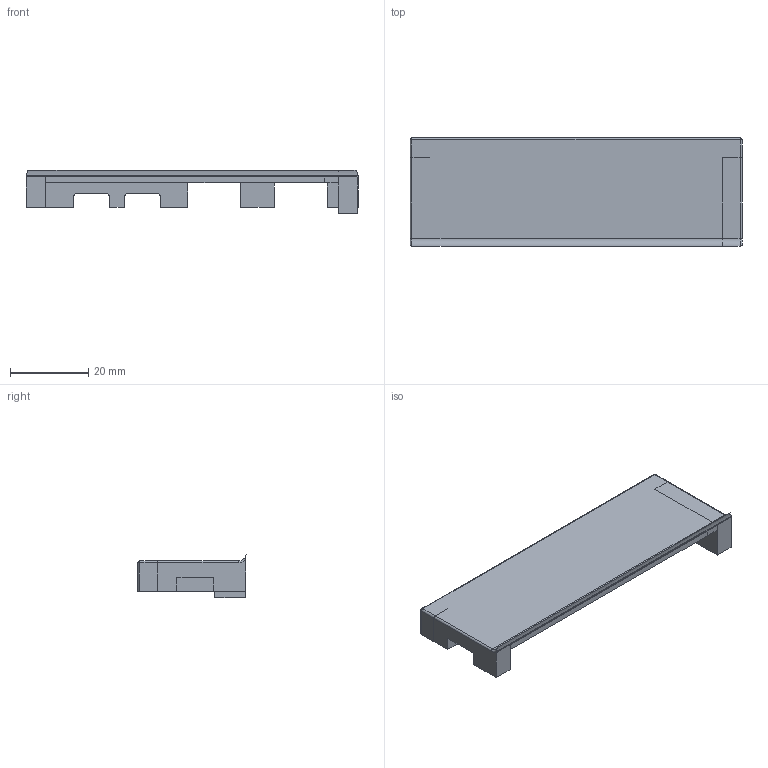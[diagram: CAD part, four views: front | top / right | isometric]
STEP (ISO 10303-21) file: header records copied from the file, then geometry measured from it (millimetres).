
FILE_DESCRIPTION(/* description */ (''),/* implementation_level */ '2;1');
FILE_NAME(/* name */ 'case_top.step',/* time_stamp */ '2025-07-25T14:27:19-05:00',/* author */ (''),/* organization */ (''),/* preprocessor_version */ 'ST-DEVELOPER v20.1',/* originating_system */ 'Autodesk Translation Framework v14.10.0.0',/* authorisation */ '');
FILE_SCHEMA (('AUTOMOTIVE_DESIGN { 1 0 10303 214 3 1 1 }'));
Length unit declared in the file: millimetre
Products named in the file (1): 2025-07-25-02-14-13-768
Bounding box: 84.7 x 27.62 x 11.03 mm (x, y, z)
Volume: 5791.9 mm3; surface area: 7010.1 mm2
Topology: 1 solids, 1 shells, 94 faces, 241 edges, 156 vertices
Faces by surface type: plane 62, cylinder 28, torus 2, sphere 2
Full cylindrical faces by diameter (mm): 2.175 x4, 4 x3
Entity records: 2860 total; most frequent: CARTESIAN_POINT 512, ORIENTED_EDGE 482, DIRECTION 480, EDGE_CURVE 241, LINE 184, VECTOR 184, VERTEX_POINT 156, AXIS2_PLACEMENT_3D 148
